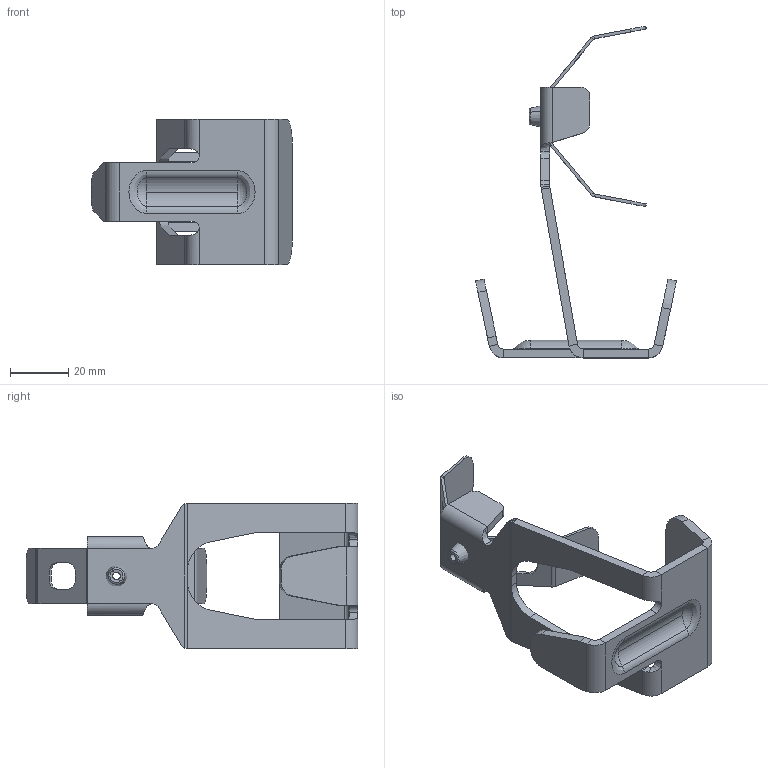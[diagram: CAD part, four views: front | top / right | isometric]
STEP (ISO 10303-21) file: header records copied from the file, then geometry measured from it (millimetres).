
FILE_DESCRIPTION (( 'STEP AP203' ), '1' );
FILE_NAME ('30-02-1009.STEP', '2013-06-05T10:40:58', ( 'asennus' ), ( '' ), 'SwSTEP 2.0', 'SolidWorks 2013', '' );
FILE_SCHEMA (( 'CONFIG_CONTROL_DESIGN' ));
Length unit declared in the file: millimetre
Products named in the file (1): 30-02-1009
Bounding box: 69 x 113.85 x 50 mm (x, y, z)
Volume: 20793.4 mm3; surface area: 18756.8 mm2
Topology: 3 solids, 3 shells, 194 faces, 452 edges, 264 vertices
Faces by surface type: plane 94, cylinder 72, bspline 12, torus 10, cone 4, sphere 2
Entity records: 6498 total; most frequent: CARTESIAN_POINT 2012, DIRECTION 936, ORIENTED_EDGE 904, EDGE_CURVE 452, AXIS2_PLACEMENT_3D 339, VERTEX_POINT 264, LINE 258, VECTOR 258
